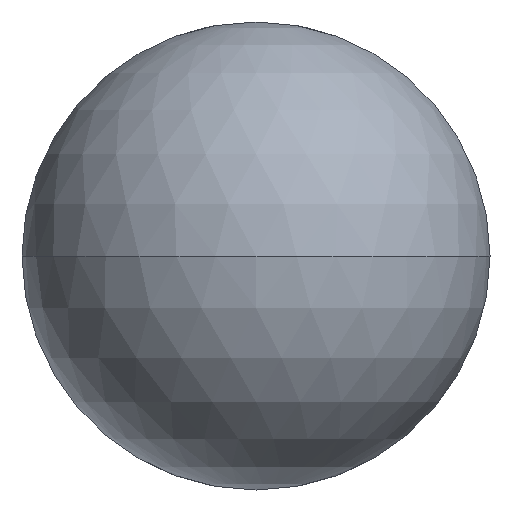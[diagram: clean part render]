
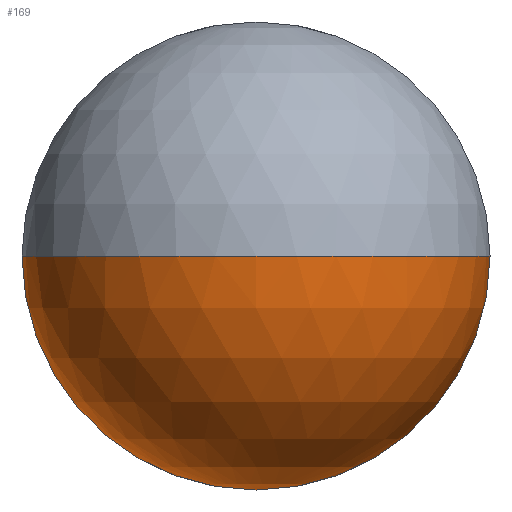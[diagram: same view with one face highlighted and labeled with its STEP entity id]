
A CAD part, front view. The second image highlights one B-rep face of the part: STEP entity #169.
In plain terms, the highlighted spherical face has radius 2.381 mm.
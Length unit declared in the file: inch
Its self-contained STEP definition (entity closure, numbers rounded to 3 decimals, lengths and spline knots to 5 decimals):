
#19 = CIRCLE ( 'NONE', #512, 0.09375 ) ;
#21 = CARTESIAN_POINT ( 'NONE',  ( 0., 0.09375, 0. ) ) ;
#31 = VERTEX_POINT ( 'NONE', #373 ) ;
#38 = DIRECTION ( 'NONE',  ( 0., 0., -1. ) ) ;
#58 = DIRECTION ( 'NONE',  ( 0., 0., -1. ) ) ;
#63 = AXIS2_PLACEMENT_3D ( 'NONE', #21, #58, #218 ) ;
#66 = CARTESIAN_POINT ( 'NONE',  ( 0., 0.09375, -0.09375 ) ) ;
#68 = VERTEX_POINT ( 'NONE', #139 ) ;
#79 = ORIENTED_EDGE ( 'NONE', *, *, #157, .T. ) ;
#85 = AXIS2_PLACEMENT_3D ( 'NONE', #326, #38, #115 ) ;
#86 = AXIS2_PLACEMENT_3D ( 'NONE', #89, #412, #376 ) ;
#89 = CARTESIAN_POINT ( 'NONE',  ( 0., 0.09375, 0. ) ) ;
#113 = CIRCLE ( 'NONE', #254, 0.09375 ) ;
#115 = DIRECTION ( 'NONE',  ( -1., 0., 0. ) ) ;
#117 = CARTESIAN_POINT ( 'NONE',  ( 0., 0.09375, 0. ) ) ;
#138 = VERTEX_POINT ( 'NONE', #265 ) ;
#139 = CARTESIAN_POINT ( 'NONE',  ( 0.09375, 0.09375, 0. ) ) ;
#157 = EDGE_CURVE ( 'NONE', #361, #68, #113, .T. ) ;
#169 = ADVANCED_FACE ( 'NONE', ( #353 ), #484, .T. ) ;
#218 = DIRECTION ( 'NONE',  ( -1., 0., 0. ) ) ;
#228 = ORIENTED_EDGE ( 'NONE', *, *, #286, .F. ) ;
#254 = AXIS2_PLACEMENT_3D ( 'NONE', #342, #350, #507 ) ;
#265 = CARTESIAN_POINT ( 'NONE',  ( 0., 0., 0. ) ) ;
#272 = CIRCLE ( 'NONE', #86, 0.09375 ) ;
#286 = EDGE_CURVE ( 'NONE', #31, #138, #272, .T. ) ;
#302 = EDGE_CURVE ( 'NONE', #68, #138, #483, .T. ) ;
#322 = DIRECTION ( 'NONE',  ( 0., -1., 0. ) ) ;
#326 = CARTESIAN_POINT ( 'NONE',  ( 0., 0.09375, 0. ) ) ;
#342 = CARTESIAN_POINT ( 'NONE',  ( 0., 0.09375, 0. ) ) ;
#350 = DIRECTION ( 'NONE',  ( 0., -1., 0. ) ) ;
#353 = FACE_OUTER_BOUND ( 'NONE', #364, .T. ) ;
#361 = VERTEX_POINT ( 'NONE', #66 ) ;
#364 = EDGE_LOOP ( 'NONE', ( #438, #79, #505, #228 ) ) ;
#373 = CARTESIAN_POINT ( 'NONE',  ( -0.09375, 0.09375, 0. ) ) ;
#376 = DIRECTION ( 'NONE',  ( 1., 0., 0. ) ) ;
#412 = DIRECTION ( 'NONE',  ( 0., 0., 1. ) ) ;
#436 = EDGE_CURVE ( 'NONE', #31, #361, #19, .T. ) ;
#438 = ORIENTED_EDGE ( 'NONE', *, *, #436, .T. ) ;
#481 = DIRECTION ( 'NONE',  ( 0., 0., -1. ) ) ;
#483 = CIRCLE ( 'NONE', #63, 0.09375 ) ;
#484 = SPHERICAL_SURFACE ( 'NONE', #85, 0.09375 ) ;
#505 = ORIENTED_EDGE ( 'NONE', *, *, #302, .T. ) ;
#507 = DIRECTION ( 'NONE',  ( 0., 0., -1. ) ) ;
#512 = AXIS2_PLACEMENT_3D ( 'NONE', #117, #322, #481 ) ;
